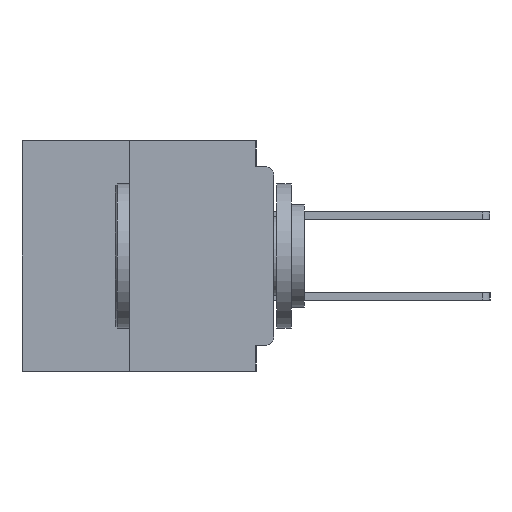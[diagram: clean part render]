
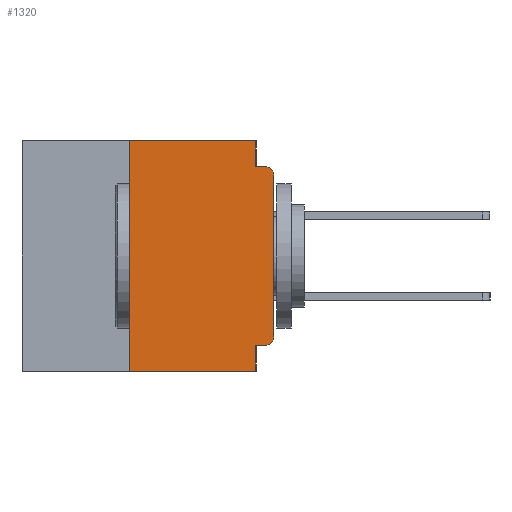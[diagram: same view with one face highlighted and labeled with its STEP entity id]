
A CAD part, left-side view. The second image highlights one B-rep face of the part: STEP entity #1320.
In plain terms, the highlighted planar face has unit normal (-1, 0, 0).
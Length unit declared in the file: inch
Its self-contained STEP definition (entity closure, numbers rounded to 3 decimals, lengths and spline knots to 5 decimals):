
#451 = VECTOR ( 'NONE', #13813, 39.37008 ) ;
#1188 = EDGE_LOOP ( 'NONE', ( #15269, #21928, #11895, #17047, #11094, #9082, #1311, #22858, #15323, #33784 ) ) ;
#1311 = ORIENTED_EDGE ( 'NONE', *, *, #11011, .T. ) ;
#1320 = ADVANCED_FACE ( 'NONE', ( #4291 ), #27064, .F. ) ;
#2229 = CARTESIAN_POINT ( 'NONE',  ( 0., 0., -0.06 ) ) ;
#3589 = LINE ( 'NONE', #36690, #25222 ) ;
#4123 = EDGE_CURVE ( 'NONE', #30702, #33605, #36121, .T. ) ;
#4281 = DIRECTION ( 'NONE',  ( 0., -1., 0. ) ) ;
#4291 = FACE_OUTER_BOUND ( 'NONE', #1188, .T. ) ;
#4376 = CARTESIAN_POINT ( 'NONE',  ( 0., 0., -0.34 ) ) ;
#4391 = CARTESIAN_POINT ( 'NONE',  ( 0., 0.437, 0. ) ) ;
#4809 = DIRECTION ( 'NONE',  ( 0., 1., 0. ) ) ;
#5736 = CARTESIAN_POINT ( 'NONE',  ( 0., 0.015, -0.06 ) ) ;
#6198 = CARTESIAN_POINT ( 'NONE',  ( 0., 0.031, 0. ) ) ;
#6961 = CIRCLE ( 'NONE', #23316, 0.015 ) ;
#7378 = VERTEX_POINT ( 'NONE', #23701 ) ;
#8661 = DIRECTION ( 'NONE',  ( 0., 0., -1. ) ) ;
#8802 = EDGE_CURVE ( 'NONE', #27977, #30702, #14240, .T. ) ;
#9031 = EDGE_CURVE ( 'NONE', #32910, #10968, #22559, .T. ) ;
#9082 = ORIENTED_EDGE ( 'NONE', *, *, #12916, .F. ) ;
#9291 = VECTOR ( 'NONE', #33153, 39.37008 ) ;
#9568 = DIRECTION ( 'NONE',  ( 0., 0., -1. ) ) ;
#10936 = CARTESIAN_POINT ( 'NONE',  ( 0., 0.031, 0. ) ) ;
#10968 = VERTEX_POINT ( 'NONE', #13778 ) ;
#11011 = EDGE_CURVE ( 'NONE', #30342, #10968, #11276, .T. ) ;
#11094 = ORIENTED_EDGE ( 'NONE', *, *, #18829, .F. ) ;
#11276 = LINE ( 'NONE', #28619, #18150 ) ;
#11895 = ORIENTED_EDGE ( 'NONE', *, *, #30475, .F. ) ;
#11959 = DIRECTION ( 'NONE',  ( 0., -1., 0. ) ) ;
#11979 = VERTEX_POINT ( 'NONE', #6198 ) ;
#12535 = AXIS2_PLACEMENT_3D ( 'NONE', #4391, #35607, #9568 ) ;
#12916 = EDGE_CURVE ( 'NONE', #30342, #32533, #18007, .T. ) ;
#13778 = CARTESIAN_POINT ( 'NONE',  ( 0., 0.031, -0.4 ) ) ;
#13813 = DIRECTION ( 'NONE',  ( 0., 0., -1. ) ) ;
#13986 = CARTESIAN_POINT ( 'NONE',  ( 0., 0.25, -0.4 ) ) ;
#14240 = CIRCLE ( 'NONE', #33942, 0.015 ) ;
#14688 = VECTOR ( 'NONE', #17429, 39.37008 ) ;
#14892 = EDGE_CURVE ( 'NONE', #11979, #7378, #31684, .T. ) ;
#15269 = ORIENTED_EDGE ( 'NONE', *, *, #4123, .T. ) ;
#15323 = ORIENTED_EDGE ( 'NONE', *, *, #20614, .F. ) ;
#15354 = VECTOR ( 'NONE', #4809, 39.37008 ) ;
#15694 = DIRECTION ( 'NONE',  ( 0., 0., 1. ) ) ;
#16541 = VERTEX_POINT ( 'NONE', #34361 ) ;
#16661 = EDGE_CURVE ( 'NONE', #33605, #16541, #6961, .T. ) ;
#17047 = ORIENTED_EDGE ( 'NONE', *, *, #14892, .F. ) ;
#17429 = DIRECTION ( 'NONE',  ( 0., 0., -1. ) ) ;
#17758 = CARTESIAN_POINT ( 'NONE',  ( 0., 0., -0.045 ) ) ;
#17966 = CARTESIAN_POINT ( 'NONE',  ( 0., 0.25, 0. ) ) ;
#18007 = LINE ( 'NONE', #24312, #9291 ) ;
#18017 = CARTESIAN_POINT ( 'NONE',  ( 0., 0.031, -0.4 ) ) ;
#18150 = VECTOR ( 'NONE', #34494, 39.37008 ) ;
#18421 = CARTESIAN_POINT ( 'NONE',  ( 0., 0., 0. ) ) ;
#18829 = EDGE_CURVE ( 'NONE', #32533, #11979, #3589, .T. ) ;
#20614 = EDGE_CURVE ( 'NONE', #27977, #32910, #23211, .T. ) ;
#21928 = ORIENTED_EDGE ( 'NONE', *, *, #16661, .T. ) ;
#22417 = CARTESIAN_POINT ( 'NONE',  ( 0., 0., -0.355 ) ) ;
#22559 = LINE ( 'NONE', #18017, #14688 ) ;
#22858 = ORIENTED_EDGE ( 'NONE', *, *, #9031, .F. ) ;
#23211 = LINE ( 'NONE', #22417, #15354 ) ;
#23316 = AXIS2_PLACEMENT_3D ( 'NONE', #5736, #26327, #8661 ) ;
#23701 = CARTESIAN_POINT ( 'NONE',  ( 0., 0.031, -0.045 ) ) ;
#24312 = CARTESIAN_POINT ( 'NONE',  ( 0., 0.25, -0.4 ) ) ;
#25222 = VECTOR ( 'NONE', #4281, 39.37008 ) ;
#25436 = CARTESIAN_POINT ( 'NONE',  ( 0., 0.031, -0.355 ) ) ;
#25525 = DIRECTION ( 'NONE',  ( 0., 0., -1. ) ) ;
#25577 = DIRECTION ( 'NONE',  ( -1., 0., 0. ) ) ;
#25662 = CARTESIAN_POINT ( 'NONE',  ( 0., 0.015, -0.34 ) ) ;
#26327 = DIRECTION ( 'NONE',  ( -1., 0., 0. ) ) ;
#26583 = VECTOR ( 'NONE', #11959, 39.37008 ) ;
#27064 = PLANE ( 'NONE',  #12535 ) ;
#27977 = VERTEX_POINT ( 'NONE', #34319 ) ;
#28423 = VECTOR ( 'NONE', #15694, 39.37008 ) ;
#28619 = CARTESIAN_POINT ( 'NONE',  ( 0., 0.437, -0.4 ) ) ;
#30342 = VERTEX_POINT ( 'NONE', #13986 ) ;
#30475 = EDGE_CURVE ( 'NONE', #7378, #16541, #34332, .T. ) ;
#30702 = VERTEX_POINT ( 'NONE', #4376 ) ;
#31684 = LINE ( 'NONE', #10936, #451 ) ;
#32533 = VERTEX_POINT ( 'NONE', #17966 ) ;
#32910 = VERTEX_POINT ( 'NONE', #25436 ) ;
#33153 = DIRECTION ( 'NONE',  ( 0., 0., 1. ) ) ;
#33605 = VERTEX_POINT ( 'NONE', #2229 ) ;
#33784 = ORIENTED_EDGE ( 'NONE', *, *, #8802, .T. ) ;
#33942 = AXIS2_PLACEMENT_3D ( 'NONE', #25662, #25577, #25525 ) ;
#34319 = CARTESIAN_POINT ( 'NONE',  ( 0., 0.015, -0.355 ) ) ;
#34332 = LINE ( 'NONE', #17758, #26583 ) ;
#34361 = CARTESIAN_POINT ( 'NONE',  ( 0., 0.015, -0.045 ) ) ;
#34494 = DIRECTION ( 'NONE',  ( 0., -1., 0. ) ) ;
#35607 = DIRECTION ( 'NONE',  ( 1., 0., 0. ) ) ;
#36121 = LINE ( 'NONE', #18421, #28423 ) ;
#36690 = CARTESIAN_POINT ( 'NONE',  ( 0., 0.437, 0. ) ) ;
